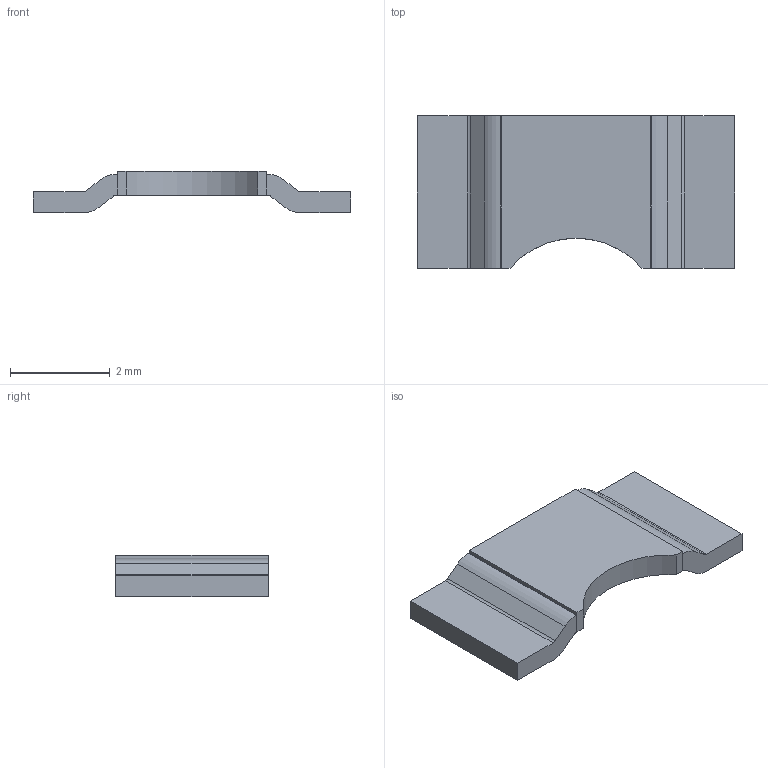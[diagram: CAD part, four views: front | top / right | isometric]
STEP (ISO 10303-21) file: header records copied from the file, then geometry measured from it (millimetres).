
FILE_DESCRIPTION (( 'STEP AP214' ), '1' );
FILE_NAME ('AEF64BC8-D73D-4283-967D-D006A06F3151.STEP', '2024-03-11T12:25:04', ( '' ), ( '' ), 'SwSTEP 2.0', 'SolidWorks 2022', '' );
FILE_SCHEMA (( 'AUTOMOTIVE_DESIGN' ));
Length unit declared in the file: millimetre
Products named in the file (1): AEF64BC8-D73D-4283-967D-D006A06F3151
Bounding box: 6.35 x 3.05 x 0.83 mm (x, y, z)
Volume: 8.4 mm3; surface area: 51.9 mm2
Topology: 3 solids, 3 shells, 36 faces, 90 edges, 60 vertices
Faces by surface type: plane 27, cylinder 9
Entity records: 1124 total; most frequent: CARTESIAN_POINT 187, DIRECTION 182, ORIENTED_EDGE 180, EDGE_CURVE 90, VECTOR 72, LINE 72, VERTEX_POINT 60, AXIS2_PLACEMENT_3D 55
